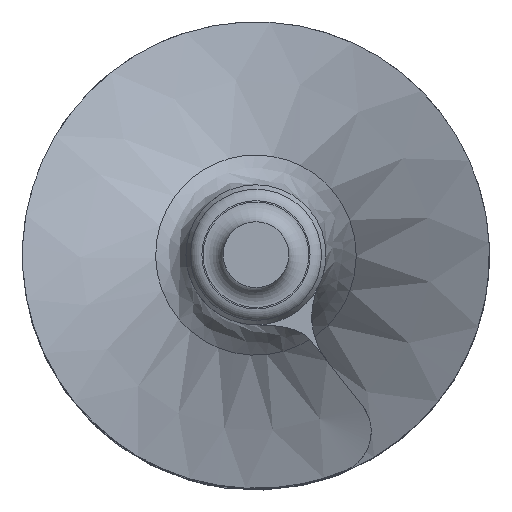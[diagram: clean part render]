
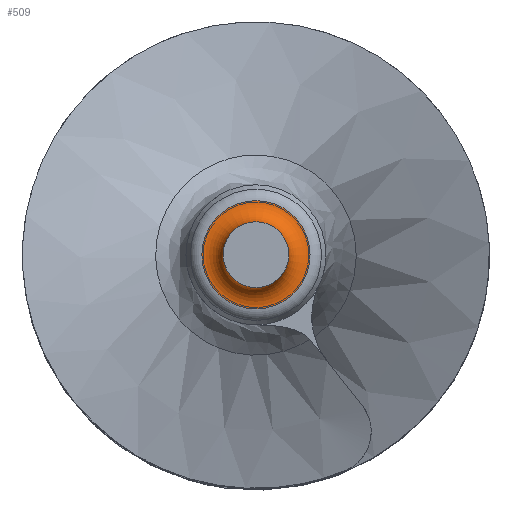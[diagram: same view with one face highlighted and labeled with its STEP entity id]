
A CAD part, top view. The second image highlights one B-rep face of the part: STEP entity #509.
In plain terms, the highlighted toroidal (fillet/blend) face has major radius 7.65 mm and minor radius 3 mm.
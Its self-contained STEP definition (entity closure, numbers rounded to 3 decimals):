
#28=TOROIDAL_SURFACE('',#570,7.65,3.);
#54=FACE_OUTER_BOUND('',#88,.T.);
#88=EDGE_LOOP('',(#386,#387,#388,#389,#390));
#125=CIRCLE('',#569,7.65);
#126=CIRCLE('',#571,3.);
#127=CIRCLE('',#572,4.65);
#128=CIRCLE('',#573,4.65);
#231=VERTEX_POINT('',#875);
#232=VERTEX_POINT('',#878);
#233=VERTEX_POINT('',#880);
#290=EDGE_CURVE('',#231,#231,#125,.T.);
#291=EDGE_CURVE('',#231,#232,#126,.T.);
#292=EDGE_CURVE('',#233,#232,#127,.T.);
#293=EDGE_CURVE('',#232,#233,#128,.T.);
#386=ORIENTED_EDGE('',*,*,#290,.T.);
#387=ORIENTED_EDGE('',*,*,#291,.T.);
#388=ORIENTED_EDGE('',*,*,#292,.F.);
#389=ORIENTED_EDGE('',*,*,#293,.F.);
#390=ORIENTED_EDGE('',*,*,#291,.F.);
#509=ADVANCED_FACE('',(#54),#28,.F.);
#569=AXIS2_PLACEMENT_3D('',#876,#659,#660);
#570=AXIS2_PLACEMENT_3D('',#877,#661,#662);
#571=AXIS2_PLACEMENT_3D('',#879,#663,#664);
#572=AXIS2_PLACEMENT_3D('',#881,#665,#666);
#573=AXIS2_PLACEMENT_3D('',#882,#667,#668);
#659=DIRECTION('center_axis',(0.,0.,1.));
#660=DIRECTION('ref_axis',(1.,0.,0.));
#661=DIRECTION('center_axis',(0.,0.,1.));
#662=DIRECTION('ref_axis',(1.,0.,0.));
#663=DIRECTION('center_axis',(0.,-1.,0.));
#664=DIRECTION('ref_axis',(-1.,0.,0.));
#665=DIRECTION('center_axis',(0.,0.,1.));
#666=DIRECTION('ref_axis',(1.,0.,0.));
#667=DIRECTION('center_axis',(0.,0.,1.));
#668=DIRECTION('ref_axis',(1.,0.,0.));
#875=CARTESIAN_POINT('',(-7.65,0.,175.));
#876=CARTESIAN_POINT('Origin',(0.,0.,175.));
#877=CARTESIAN_POINT('Origin',(0.,0.,178.));
#878=CARTESIAN_POINT('',(-4.65,0.,178.));
#879=CARTESIAN_POINT('Origin',(-7.65,0.,
178.));
#880=CARTESIAN_POINT('',(4.65,0.,178.));
#881=CARTESIAN_POINT('Origin',(0.,0.,178.));
#882=CARTESIAN_POINT('Origin',(0.,0.,178.));
